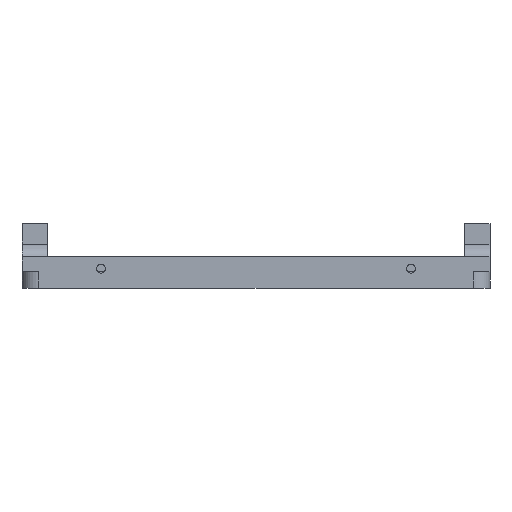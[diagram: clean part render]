
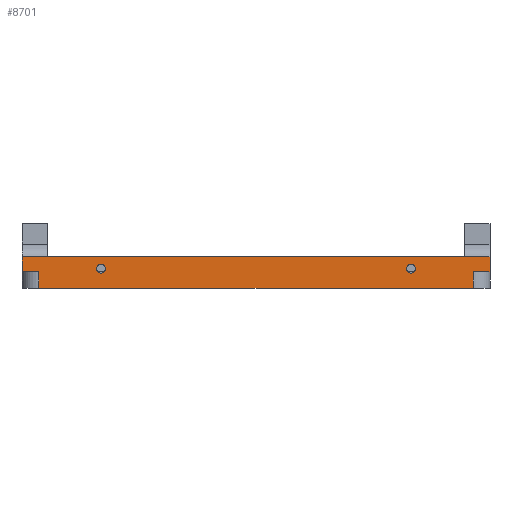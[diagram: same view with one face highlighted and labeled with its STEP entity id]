
A CAD part, front view. The second image highlights one B-rep face of the part: STEP entity #8701.
In plain terms, the highlighted planar face has unit normal (0, -1, 0).
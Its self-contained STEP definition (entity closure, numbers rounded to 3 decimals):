
#26 = VERTEX_POINT ( 'NONE', #15455 ) ;
#344 = CARTESIAN_POINT ( 'NONE',  ( -38.5, -107., 0. ) ) ;
#393 = DIRECTION ( 'NONE',  ( -1., 0., 0. ) ) ;
#458 = VECTOR ( 'NONE', #9312, 1000. ) ;
#534 = DIRECTION ( 'NONE',  ( 0., -1., 0. ) ) ;
#988 = AXIS2_PLACEMENT_3D ( 'NONE', #13805, #534, #4451 ) ;
#1201 = CARTESIAN_POINT ( 'NONE',  ( 0., -107., 2.6 ) ) ;
#1326 = VERTEX_POINT ( 'NONE', #11758 ) ;
#1439 = CARTESIAN_POINT ( 'NONE',  ( 38.5, -107., 0. ) ) ;
#1777 = CIRCLE ( 'NONE', #988, 0.8 ) ;
#2352 = EDGE_CURVE ( 'NONE', #18598, #1326, #6040, .T. ) ;
#3047 = EDGE_LOOP ( 'NONE', ( #24999, #24128 ) ) ;
#3239 = AXIS2_PLACEMENT_3D ( 'NONE', #21255, #17221, #11135 ) ;
#3629 = DIRECTION ( 'NONE',  ( -1., 0., 0. ) ) ;
#3646 = CARTESIAN_POINT ( 'NONE',  ( -38.5, -107., -3. ) ) ;
#3930 = CARTESIAN_POINT ( 'NONE',  ( 0., -107., -3. ) ) ;
#3949 = VERTEX_POINT ( 'NONE', #21297 ) ;
#4028 = EDGE_CURVE ( 'NONE', #9682, #6160, #7390, .T. ) ;
#4168 = ORIENTED_EDGE ( 'NONE', *, *, #21774, .T. ) ;
#4232 = DIRECTION ( 'NONE',  ( 0., -1., 0. ) ) ;
#4295 = CARTESIAN_POINT ( 'NONE',  ( 0., -107., 2.6 ) ) ;
#4413 = VERTEX_POINT ( 'NONE', #1439 ) ;
#4446 = EDGE_CURVE ( 'NONE', #17630, #26, #11808, .T. ) ;
#4451 = DIRECTION ( 'NONE',  ( 0., 0., -1. ) ) ;
#4552 = VERTEX_POINT ( 'NONE', #18121 ) ;
#4617 = LINE ( 'NONE', #12303, #23812 ) ;
#4925 = EDGE_CURVE ( 'NONE', #6160, #9682, #1777, .T. ) ;
#6040 = LINE ( 'NONE', #24983, #458 ) ;
#6114 = CARTESIAN_POINT ( 'NONE',  ( 41.5, -107., 2.6 ) ) ;
#6160 = VERTEX_POINT ( 'NONE', #10867 ) ;
#6265 = DIRECTION ( 'NONE',  ( 0., -1., 0. ) ) ;
#6634 = DIRECTION ( 'NONE',  ( 0., 0., 1. ) ) ;
#6885 = FACE_BOUND ( 'NONE', #3047, .T. ) ;
#7356 = CARTESIAN_POINT ( 'NONE',  ( 27.5, -107., 1.3 ) ) ;
#7390 = CIRCLE ( 'NONE', #17076, 0.8 ) ;
#7989 = ORIENTED_EDGE ( 'NONE', *, *, #19945, .F. ) ;
#8086 = CIRCLE ( 'NONE', #3239, 0.8 ) ;
#8296 = CARTESIAN_POINT ( 'NONE',  ( -27.5, -107., 1.3 ) ) ;
#8701 = ADVANCED_FACE ( 'NONE', ( #6885, #18513, #22299 ), #14843, .T. ) ;
#8731 = ORIENTED_EDGE ( 'NONE', *, *, #16962, .T. ) ;
#8918 = EDGE_CURVE ( 'NONE', #14226, #22841, #23758, .T. ) ;
#8942 = VECTOR ( 'NONE', #3629, 1000. ) ;
#9300 = CARTESIAN_POINT ( 'NONE',  ( 0., -107., 0. ) ) ;
#9312 = DIRECTION ( 'NONE',  ( 0., 0., -1. ) ) ;
#9682 = VERTEX_POINT ( 'NONE', #8296 ) ;
#9761 = ORIENTED_EDGE ( 'NONE', *, *, #2352, .T. ) ;
#9921 = CARTESIAN_POINT ( 'NONE',  ( 41.5, -107., 2.6 ) ) ;
#10099 = CARTESIAN_POINT ( 'NONE',  ( 0., -107., 0. ) ) ;
#10867 = CARTESIAN_POINT ( 'NONE',  ( -27.5, -107., -0.3 ) ) ;
#11135 = DIRECTION ( 'NONE',  ( 0., 0., -1. ) ) ;
#11631 = VERTEX_POINT ( 'NONE', #9921 ) ;
#11758 = CARTESIAN_POINT ( 'NONE',  ( -41.5, -107., 0. ) ) ;
#11808 = CIRCLE ( 'NONE', #19495, 0.8 ) ;
#11979 = DIRECTION ( 'NONE',  ( -1., 0., 0. ) ) ;
#12004 = LINE ( 'NONE', #3930, #24537 ) ;
#12303 = CARTESIAN_POINT ( 'NONE',  ( 38.5, -107., -3. ) ) ;
#12524 = ORIENTED_EDGE ( 'NONE', *, *, #8918, .F. ) ;
#13645 = EDGE_CURVE ( 'NONE', #4552, #14226, #12004, .T. ) ;
#13805 = CARTESIAN_POINT ( 'NONE',  ( -27.5, -107., 0.5 ) ) ;
#13966 = ORIENTED_EDGE ( 'NONE', *, *, #4028, .F. ) ;
#14226 = VERTEX_POINT ( 'NONE', #3646 ) ;
#14344 = DIRECTION ( 'NONE',  ( 0., 0., -1. ) ) ;
#14843 = PLANE ( 'NONE',  #19901 ) ;
#15455 = CARTESIAN_POINT ( 'NONE',  ( 27.5, -107., -0.3 ) ) ;
#15542 = EDGE_LOOP ( 'NONE', ( #23676, #24774, #8731, #9761, #7989, #12524, #20908, #4168 ) ) ;
#15762 = CARTESIAN_POINT ( 'NONE',  ( -27.5, -107., 0.5 ) ) ;
#16154 = EDGE_CURVE ( 'NONE', #11631, #3949, #19895, .T. ) ;
#16623 = DIRECTION ( 'NONE',  ( 0., -1., 0. ) ) ;
#16962 = EDGE_CURVE ( 'NONE', #11631, #18598, #21595, .T. ) ;
#17076 = AXIS2_PLACEMENT_3D ( 'NONE', #15762, #6265, #21424 ) ;
#17221 = DIRECTION ( 'NONE',  ( 0., -1., 0. ) ) ;
#17630 = VERTEX_POINT ( 'NONE', #7356 ) ;
#17691 = CARTESIAN_POINT ( 'NONE',  ( -41.5, -107., 2.6 ) ) ;
#17845 = CARTESIAN_POINT ( 'NONE',  ( -38.5, -107., -3. ) ) ;
#18121 = CARTESIAN_POINT ( 'NONE',  ( 38.5, -107., -3. ) ) ;
#18146 = DIRECTION ( 'NONE',  ( -1., 0., 0. ) ) ;
#18513 = FACE_BOUND ( 'NONE', #18955, .T. ) ;
#18598 = VERTEX_POINT ( 'NONE', #17691 ) ;
#18955 = EDGE_LOOP ( 'NONE', ( #21151, #13966 ) ) ;
#18986 = LINE ( 'NONE', #10099, #20511 ) ;
#19495 = AXIS2_PLACEMENT_3D ( 'NONE', #23404, #4232, #21788 ) ;
#19895 = LINE ( 'NONE', #6114, #22922 ) ;
#19901 = AXIS2_PLACEMENT_3D ( 'NONE', #1201, #16623, #18146 ) ;
#19945 = EDGE_CURVE ( 'NONE', #22841, #1326, #18986, .T. ) ;
#20511 = VECTOR ( 'NONE', #21005, 1000. ) ;
#20908 = ORIENTED_EDGE ( 'NONE', *, *, #13645, .F. ) ;
#20936 = LINE ( 'NONE', #9300, #8942 ) ;
#21005 = DIRECTION ( 'NONE',  ( -1., 0., 0. ) ) ;
#21006 = EDGE_CURVE ( 'NONE', #26, #17630, #8086, .T. ) ;
#21151 = ORIENTED_EDGE ( 'NONE', *, *, #4925, .F. ) ;
#21255 = CARTESIAN_POINT ( 'NONE',  ( 27.5, -107., 0.5 ) ) ;
#21262 = VECTOR ( 'NONE', #11979, 1000. ) ;
#21297 = CARTESIAN_POINT ( 'NONE',  ( 41.5, -107., 0. ) ) ;
#21424 = DIRECTION ( 'NONE',  ( 0., 0., -1. ) ) ;
#21595 = LINE ( 'NONE', #4295, #21262 ) ;
#21774 = EDGE_CURVE ( 'NONE', #4552, #4413, #4617, .T. ) ;
#21788 = DIRECTION ( 'NONE',  ( 0., 0., -1. ) ) ;
#22006 = DIRECTION ( 'NONE',  ( 0., 0., 1. ) ) ;
#22299 = FACE_OUTER_BOUND ( 'NONE', #15542, .T. ) ;
#22640 = EDGE_CURVE ( 'NONE', #3949, #4413, #20936, .T. ) ;
#22707 = VECTOR ( 'NONE', #22006, 1000. ) ;
#22841 = VERTEX_POINT ( 'NONE', #344 ) ;
#22922 = VECTOR ( 'NONE', #14344, 1000. ) ;
#23404 = CARTESIAN_POINT ( 'NONE',  ( 27.5, -107., 0.5 ) ) ;
#23676 = ORIENTED_EDGE ( 'NONE', *, *, #22640, .F. ) ;
#23758 = LINE ( 'NONE', #17845, #22707 ) ;
#23812 = VECTOR ( 'NONE', #6634, 1000. ) ;
#24128 = ORIENTED_EDGE ( 'NONE', *, *, #4446, .F. ) ;
#24537 = VECTOR ( 'NONE', #393, 1000. ) ;
#24774 = ORIENTED_EDGE ( 'NONE', *, *, #16154, .F. ) ;
#24983 = CARTESIAN_POINT ( 'NONE',  ( -41.5, -107., 2.6 ) ) ;
#24999 = ORIENTED_EDGE ( 'NONE', *, *, #21006, .F. ) ;
